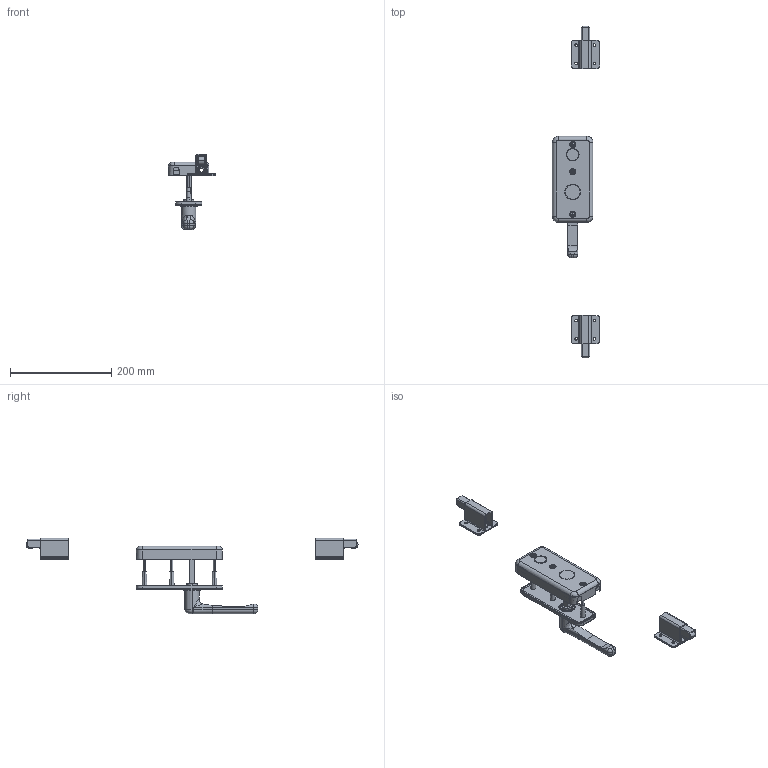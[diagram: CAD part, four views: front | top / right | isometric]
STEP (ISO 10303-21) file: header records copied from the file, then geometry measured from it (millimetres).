
FILE_DESCRIPTION (( 'STEP AP203' ), '1' );
FILE_NAME ('A-363-2NB-L.STEP', '2021-08-18T04:16:36', ( '' ), ( '' ), 'SwSTEP 2.0', 'SolidWorks 2018', '' );
FILE_SCHEMA (( 'CONFIG_CONTROL_DESIGN' ));
Length unit declared in the file: millimetre
Products named in the file (22): A-363-2NB_角軸_; A-363-2NB_ラッチガイド_; A-363-2NB-L; A-363-2NB_ばね座金ver1.0_M8ばね座金(鉄); A-363-2NB_錠本体__本体; A-363-2NB_ラッチガイドベース_; A-363-2NB_M8僫僢僩_; A-363-2NB_ロックカム_; A-363-2NB_本体カバー_; A-363-2NB_ナイロンワッシャ_; A-363-2NB_僄僗僇僢僠儑儞N_; A-363-2NB_エスカッチョン側__L; A-363-2NB_上下ラッチユニット_; A-363-2NB_本体側__L; A-363-2NB_外側ハンドル_; A-363-2NB_十字穴付小ねじ_内径基準ver1.03_M5×55十字穴付なべ小ねじ(鉄)ダブルセムス小形(P4); A-363-2NB_上下ラッチ_; A-363-2NB_ハブ_; A-363-2NB_スダッドピン_; A-363-2NB_錠本体__本体_; A-363-2NB_榋妏僫僢僩ver1.02_M8僫僢僩(揝)1庬_屇傃宎婎弨; A-363-2NB_C宆巭傔椫(幉梡)_ver1.00_C宍巭傔椫(幉梡)屇傃20(揝)
Assembly tree (27 placements, depth 3):
  A-363-2NB-L
    A-363-2NB_本体側__L
      A-363-2NB_本体カバー_
      A-363-2NB_錠本体__本体_
      A-363-2NB_錠本体__本体
      A-363-2NB_十字穴付小ねじ_内径基準ver1.03_M5×55十字穴付なべ小ねじ(鉄)ダブルセムス小形(P4)  x3
      A-363-2NB_スダッドピン_  x3
      A-363-2NB_ハブ_
      A-363-2NB_ロックカム_
    A-363-2NB_上下ラッチユニット_  x2
      A-363-2NB_ラッチガイド_
      A-363-2NB_ラッチガイドベース_
      A-363-2NB_上下ラッチ_
    A-363-2NB_エスカッチョン側__L
      A-363-2NB_僄僗僇僢僠儑儞N_
      A-363-2NB_外側ハンドル_
      A-363-2NB_ナイロンワッシャ_
      A-363-2NB_C宆巭傔椫(幉梡)_ver1.00_C宍巭傔椫(幉梡)屇傃20(揝)
    A-363-2NB_角軸_
    A-363-2NB_M8僫僢僩_  x2
      A-363-2NB_榋妏僫僢僩ver1.02_M8僫僢僩(揝)1庬_屇傃宎婎弨
      A-363-2NB_ばね座金ver1.0_M8ばね座金(鉄)
Bounding box: 93 x 656 x 149 mm (x, y, z)
Volume: 296084 mm3; surface area: 234235.6 mm2
Topology: 26 solids, 26 shells, 799 faces, 2005 edges, 1293 vertices
Faces by surface type: cylinder 349, plane 340, cone 66, torus 31, sphere 8, bspline 5
Entity records: 19638 total; most frequent: CARTESIAN_POINT 3468, DIRECTION 3055, ORIENTED_EDGE 2716, EDGE_CURVE 1358, AXIS2_PLACEMENT_3D 1164, VERTEX_POINT 877, VECTOR 727, LINE 727
